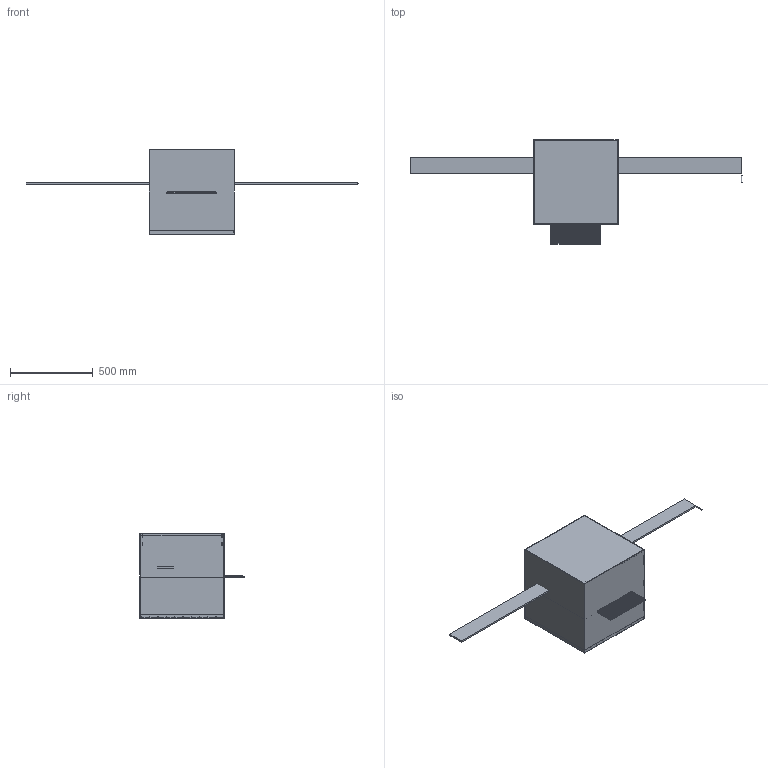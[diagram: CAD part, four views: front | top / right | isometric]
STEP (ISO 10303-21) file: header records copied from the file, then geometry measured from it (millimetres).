
FILE_DESCRIPTION(('FreeCAD Model'),'2;1');
FILE_NAME('Open CASCADE Shape Model','2025-08-25T18:16:26',('Author'),( ''),'Open CASCADE STEP processor 7.8','FreeCAD','Unknown');
FILE_SCHEMA(('AUTOMOTIVE_DESIGN { 1 0 10303 214 1 1 1 1 }'));
Length unit declared in the file: millimetre
Products named in the file (18): Chasis_500; M2_PGS_FPGA; M2_Blindaje_Local; M2_Grommets; M2_GapPad_Tapa; M1_SoportesU; M1_Escudo_WhippleLite; M2_Wrapper_FPGA; M2_Zapata_Cu; M2_Canales_Cableado; M3_HeatPipes; M2_Tapas_Canales; M3_ColdPlate; M2_Vents; M6_Bisagra_Ti; M4_Radiador_Yminus; M5_MLI_Envelope; M6_Panel_Solar
Bounding box: 2002.97 x 628 x 510 mm (x, y, z)
Volume: 199407456.6 mm3; surface area: 6532697.9 mm2
Topology: 32 solids, 33 shells, 1432 faces, 3103 edges, 1794 vertices
Faces by surface type: plane 1407, cylinder 25
Full cylindrical faces by diameter (mm): 2 x2, 6 x3, 8 x4
Entity records: 75883 total; most frequent: CARTESIAN_POINT 14552, DIRECTION 10209, LINE 7193, VECTOR 7193, ORIENTED_EDGE 6206, PCURVE 6206, DEFINITIONAL_REPRESENTATION 6206, EDGE_CURVE 3103
